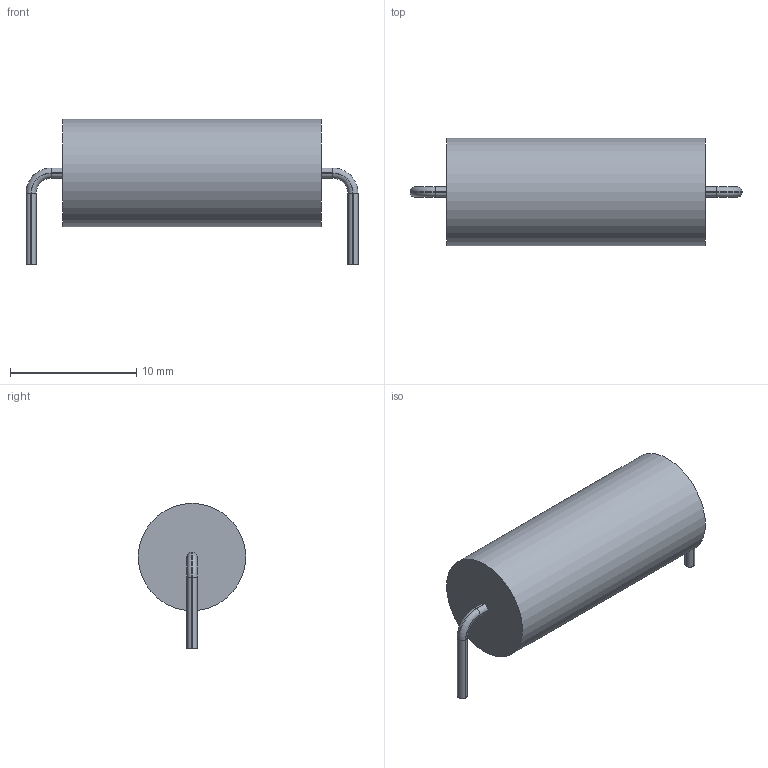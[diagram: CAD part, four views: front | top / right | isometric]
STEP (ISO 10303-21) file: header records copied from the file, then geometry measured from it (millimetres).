
FILE_DESCRIPTION(('FreeCAD Model'),'2;1');
FILE_NAME('AXIAL_CYLINDRICAL_FILM_CAPACITOR_D8.5_L20.5_Pitch25.5_PinD0.8.step','2020-10-23T11:21:50',('Author'),(''), 'Open CASCADE STEP processor 7.3','FreeCAD','Unknown');
FILE_SCHEMA(('AUTOMOTIVE_DESIGN { 1 0 10303 214 1 1 1 1 }'));
Length unit declared in the file: millimetre
Products named in the file (2): Revolve; Fillet
Bounding box: 26.3 x 8.5 x 11.5 mm (x, y, z)
Volume: 1172.5 mm3; surface area: 708.8 mm2
Topology: 3 solids, 3 shells, 51 faces, 119 edges, 74 vertices
Faces by surface type: plane 22, cylinder 21, torus 8
Full cylindrical faces by diameter (mm): 8.5 x1
Entity records: 3384 total; most frequent: CARTESIAN_POINT 587, DIRECTION 467, LINE 249, VECTOR 249, ORIENTED_EDGE 238, PCURVE 238, DEFINITIONAL_REPRESENTATION 238, EDGE_CURVE 119
